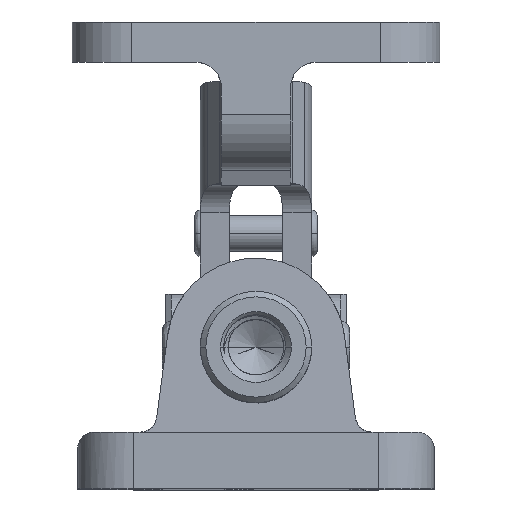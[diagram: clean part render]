
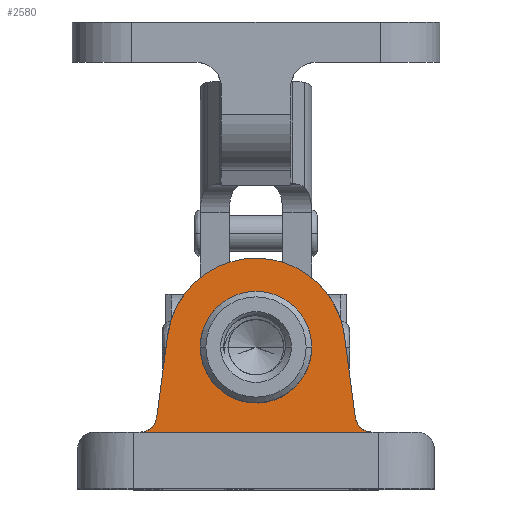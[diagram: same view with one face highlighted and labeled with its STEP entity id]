
A CAD part, top view. The second image highlights one B-rep face of the part: STEP entity #2580.
In plain terms, the highlighted planar face has unit normal (0, 0.052, 0.999).
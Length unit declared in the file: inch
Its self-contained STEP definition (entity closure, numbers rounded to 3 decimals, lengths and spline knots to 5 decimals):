
#165 = EDGE_CURVE ( 'NONE', #1987, #1994, #2963, .T. ) ;
#1638 = VERTEX_POINT ( 'NONE', #6840 ) ;
#1639 = EDGE_CURVE ( 'NONE', #1638, #1646, #6836, .T. ) ;
#1640 = EDGE_CURVE ( 'NONE', #1664, #1638, #6886, .T. ) ;
#1646 = VERTEX_POINT ( 'NONE', #6876 ) ;
#1657 = EDGE_CURVE ( 'NONE', #1662, #1664, #6918, .T. ) ;
#1662 = VERTEX_POINT ( 'NONE', #6940 ) ;
#1664 = VERTEX_POINT ( 'NONE', #6933 ) ;
#1676 = EDGE_CURVE ( 'NONE', #1703, #1662, #7005, .T. ) ;
#1703 = VERTEX_POINT ( 'NONE', #7021 ) ;
#1987 = VERTEX_POINT ( 'NONE', #7497 ) ;
#1994 = VERTEX_POINT ( 'NONE', #7524 ) ;
#1995 = EDGE_CURVE ( 'NONE', #1994, #1987, #7522, .T. ) ;
#2580 = ADVANCED_FACE ( 'NONE', ( #8842, #8841 ), #8840, .F. ) ;
#2582 = EDGE_LOOP ( 'NONE', ( #2583, #2585, #2586, #2587, #2588, #2589 ) ) ;
#2583 = ORIENTED_EDGE ( 'NONE', *, *, #2584, .F. ) ;
#2584 = EDGE_CURVE ( 'NONE', #8265, #1703, #8896, .T. ) ;
#2585 = ORIENTED_EDGE ( 'NONE', *, *, #8701, .F. ) ;
#2586 = ORIENTED_EDGE ( 'NONE', *, *, #1639, .F. ) ;
#2587 = ORIENTED_EDGE ( 'NONE', *, *, #1640, .F. ) ;
#2588 = ORIENTED_EDGE ( 'NONE', *, *, #1657, .F. ) ;
#2589 = ORIENTED_EDGE ( 'NONE', *, *, #1676, .F. ) ;
#2590 = EDGE_LOOP ( 'NONE', ( #2591, #2592 ) ) ;
#2591 = ORIENTED_EDGE ( 'NONE', *, *, #1995, .F. ) ;
#2592 = ORIENTED_EDGE ( 'NONE', *, *, #165, .F. ) ;
#2959 = CARTESIAN_POINT ( 'NONE',  ( -0.19685, 0.5, -0.01568 ) ) ;
#2960 = CARTESIAN_POINT ( 'NONE',  ( -0.19685, 0.8937, -0.03631 ) ) ;
#2961 = CARTESIAN_POINT ( 'NONE',  ( 0.19685, 0.8937, -0.03631 ) ) ;
#2962 = CARTESIAN_POINT ( 'NONE',  ( 0.19685, 0.5, -0.01568 ) ) ;
#2963 =( BOUNDED_CURVE ( )  B_SPLINE_CURVE ( 3, ( #2962, #2961, #2960, #2959 ),
 .UNSPECIFIED., .F., .F. ) 
 B_SPLINE_CURVE_WITH_KNOTS ( ( 4, 4 ),
 ( 4.71239, 7.85398 ),
 .UNSPECIFIED. ) 
 CURVE ( )  GEOMETRIC_REPRESENTATION_ITEM ( )  RATIONAL_B_SPLINE_CURVE ( ( 1., 0.333, 0.333, 1. ) ) 
 REPRESENTATION_ITEM ( '' )  );
#6833 = DIRECTION ( 'NONE',  ( 0.132, -0.99, 0.052 ) ) ;
#6834 = VECTOR ( 'NONE', #6833, 39.37008 ) ;
#6835 = CARTESIAN_POINT ( 'NONE',  ( 0.31218, 0.54173, -0.01787 ) ) ;
#6836 = LINE ( 'NONE', #6835, #6834 ) ;
#6840 = CARTESIAN_POINT ( 'NONE',  ( 0.31218, 0.54173, -0.01787 ) ) ;
#6876 = CARTESIAN_POINT ( 'NONE',  ( 0.35091, 0.25202, -0.00268 ) ) ;
#6882 = CARTESIAN_POINT ( 'NONE',  ( 0.31218, 0.54173, -0.01787 ) ) ;
#6883 = CARTESIAN_POINT ( 'NONE',  ( 0.24678, 1.03095, -0.04351 ) ) ;
#6884 = CARTESIAN_POINT ( 'NONE',  ( -0.24678, 1.03095, -0.04351 ) ) ;
#6885 = CARTESIAN_POINT ( 'NONE',  ( -0.31218, 0.54173, -0.01787 ) ) ;
#6886 =( BOUNDED_CURVE ( )  B_SPLINE_CURVE ( 3, ( #6885, #6884, #6883, #6882 ),
 .UNSPECIFIED., .F., .T. ) 
 B_SPLINE_CURVE_WITH_KNOTS ( ( 4, 4 ),
 ( 1.70369, 4.57949 ),
 .UNSPECIFIED. ) 
 CURVE ( )  GEOMETRIC_REPRESENTATION_ITEM ( )  RATIONAL_B_SPLINE_CURVE ( ( 1., 0.422, 0.422, 1. ) ) 
 REPRESENTATION_ITEM ( '' )  );
#6915 = DIRECTION ( 'NONE',  ( 0.132, 0.99, -0.052 ) ) ;
#6916 = VECTOR ( 'NONE', #6915, 39.37008 ) ;
#6917 = CARTESIAN_POINT ( 'NONE',  ( -0.35091, 0.25202, -0.00268 ) ) ;
#6918 = LINE ( 'NONE', #6917, #6916 ) ;
#6933 = CARTESIAN_POINT ( 'NONE',  ( -0.31218, 0.54173, -0.01787 ) ) ;
#6940 = CARTESIAN_POINT ( 'NONE',  ( -0.35091, 0.25202, -0.00268 ) ) ;
#7001 = CARTESIAN_POINT ( 'NONE',  ( -0.35091, 0.25202, -0.00268 ) ) ;
#7002 = CARTESIAN_POINT ( 'NONE',  ( -0.35503, 0.22124, -0.00107 ) ) ;
#7003 = CARTESIAN_POINT ( 'NONE',  ( -0.3784, 0.20079, 0. ) ) ;
#7004 = CARTESIAN_POINT ( 'NONE',  ( -0.40945, 0.20079, 0. ) ) ;
#7005 =( BOUNDED_CURVE ( )  B_SPLINE_CURVE ( 3, ( #7004, #7003, #7002, #7001 ),
 .UNSPECIFIED., .F., .T. ) 
 B_SPLINE_CURVE_WITH_KNOTS ( ( 4, 4 ),
 ( 0., 1.4379 ),
 .UNSPECIFIED. ) 
 CURVE ( )  GEOMETRIC_REPRESENTATION_ITEM ( )  RATIONAL_B_SPLINE_CURVE ( ( 1., 0.835, 0.835, 1. ) ) 
 REPRESENTATION_ITEM ( '' )  );
#7021 = CARTESIAN_POINT ( 'NONE',  ( -0.40945, 0.20079, 0. ) ) ;
#7497 = CARTESIAN_POINT ( 'NONE',  ( 0.19685, 0.5, -0.01568 ) ) ;
#7518 = CARTESIAN_POINT ( 'NONE',  ( 0.19685, 0.5, -0.01568 ) ) ;
#7519 = CARTESIAN_POINT ( 'NONE',  ( 0.19685, 0.1063, 0.00495 ) ) ;
#7520 = CARTESIAN_POINT ( 'NONE',  ( -0.19685, 0.1063, 0.00495 ) ) ;
#7521 = CARTESIAN_POINT ( 'NONE',  ( -0.19685, 0.5, -0.01568 ) ) ;
#7522 =( BOUNDED_CURVE ( )  B_SPLINE_CURVE ( 3, ( #7521, #7520, #7519, #7518 ),
 .UNSPECIFIED., .F., .F. ) 
 B_SPLINE_CURVE_WITH_KNOTS ( ( 4, 4 ),
 ( 1.5708, 4.71239 ),
 .UNSPECIFIED. ) 
 CURVE ( )  GEOMETRIC_REPRESENTATION_ITEM ( )  RATIONAL_B_SPLINE_CURVE ( ( 1., 0.333, 0.333, 1. ) ) 
 REPRESENTATION_ITEM ( '' )  );
#7524 = CARTESIAN_POINT ( 'NONE',  ( -0.19685, 0.5, -0.01568 ) ) ;
#8265 = VERTEX_POINT ( 'NONE', #9174 ) ;
#8701 = EDGE_CURVE ( 'NONE', #1646, #8265, #9240, .T. ) ;
#8836 = DIRECTION ( 'NONE',  ( 0., 0.999, -0.052 ) ) ;
#8837 = DIRECTION ( 'NONE',  ( 0., -0.052, -0.999 ) ) ;
#8838 = CARTESIAN_POINT ( 'NONE',  ( 0.62992, 0.20079, 0. ) ) ;
#8839 = AXIS2_PLACEMENT_3D ( 'NONE', #8838, #8837, #8836 ) ;
#8840 = PLANE ( 'NONE',  #8839 ) ;
#8841 = FACE_BOUND ( 'NONE', #2590, .T. ) ;
#8842 = FACE_OUTER_BOUND ( 'NONE', #2582, .T. ) ;
#8893 = DIRECTION ( 'NONE',  ( -1., 0., 0. ) ) ;
#8894 = VECTOR ( 'NONE', #8893, 39.37008 ) ;
#8895 = CARTESIAN_POINT ( 'NONE',  ( 0., 0.20079, 0. ) ) ;
#8896 = LINE ( 'NONE', #8895, #8894 ) ;
#9174 = CARTESIAN_POINT ( 'NONE',  ( 0.40945, 0.20079, 0. ) ) ;
#9236 = CARTESIAN_POINT ( 'NONE',  ( 0.40945, 0.20079, 0. ) ) ;
#9237 = CARTESIAN_POINT ( 'NONE',  ( 0.3784, 0.20079, 0. ) ) ;
#9238 = CARTESIAN_POINT ( 'NONE',  ( 0.35503, 0.22124, -0.00107 ) ) ;
#9239 = CARTESIAN_POINT ( 'NONE',  ( 0.35091, 0.25202, -0.00268 ) ) ;
#9240 =( BOUNDED_CURVE ( )  B_SPLINE_CURVE ( 3, ( #9239, #9238, #9237, #9236 ),
 .UNSPECIFIED., .F., .T. ) 
 B_SPLINE_CURVE_WITH_KNOTS ( ( 4, 4 ),
 ( 4.84529, 6.28319 ),
 .UNSPECIFIED. ) 
 CURVE ( )  GEOMETRIC_REPRESENTATION_ITEM ( )  RATIONAL_B_SPLINE_CURVE ( ( 1., 0.835, 0.835, 1. ) ) 
 REPRESENTATION_ITEM ( '' )  );
